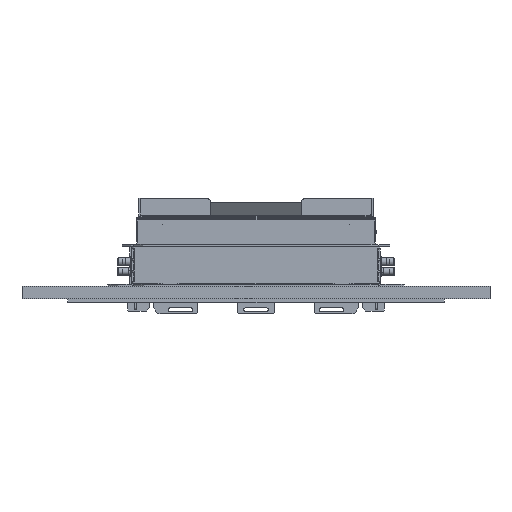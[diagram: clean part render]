
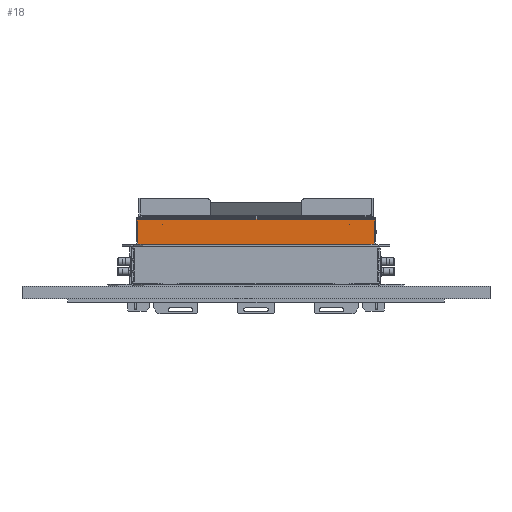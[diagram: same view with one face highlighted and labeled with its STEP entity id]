
A CAD part, left-side view. The second image highlights one B-rep face of the part: STEP entity #18.
In plain terms, the highlighted face is planar.
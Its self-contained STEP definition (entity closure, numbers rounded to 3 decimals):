
#18 = ADVANCED_FACE ( 'NONE', ( #70713 ), #7854, .T. ) ;
#482 = CARTESIAN_POINT ( 'NONE',  ( 121.25, -117.65, -34.5 ) ) ;
#599 = CARTESIAN_POINT ( 'NONE',  ( 121.25, 117.65, -34.5 ) ) ;
#683 = CARTESIAN_POINT ( 'NONE',  ( 121.25, -121.25, 0.48 ) ) ;
#3812 = VERTEX_POINT ( 'NONE', #10795 ) ;
#4569 = LINE ( 'NONE', #60583, #51916 ) ;
#4670 = VERTEX_POINT ( 'NONE', #36022 ) ;
#5813 = DIRECTION ( 'NONE',  ( 0., -1., 0. ) ) ;
#6085 = CARTESIAN_POINT ( 'NONE',  ( 121.25, -117.65, -30.9 ) ) ;
#7105 = VERTEX_POINT ( 'NONE', #30613 ) ;
#7727 = VECTOR ( 'NONE', #85472, 1000. ) ;
#7850 = LINE ( 'NONE', #482, #44402 ) ;
#7854 = PLANE ( 'NONE',  #46592 ) ;
#9698 = VERTEX_POINT ( 'NONE', #20279 ) ;
#10022 = EDGE_CURVE ( 'NONE', #12458, #69689, #88083, .T. ) ;
#10795 = CARTESIAN_POINT ( 'NONE',  ( 121.25, 117.65, -30.9 ) ) ;
#12458 = VERTEX_POINT ( 'NONE', #45246 ) ;
#12626 = CARTESIAN_POINT ( 'NONE',  ( 121.25, 121.25, 0.48 ) ) ;
#13304 = VECTOR ( 'NONE', #85915, 1000. ) ;
#15270 = EDGE_CURVE ( 'NONE', #25131, #33748, #40072, .T. ) ;
#16090 = VECTOR ( 'NONE', #24665, 1000. ) ;
#17550 = LINE ( 'NONE', #73498, #13304 ) ;
#20279 = CARTESIAN_POINT ( 'NONE',  ( 121.25, -120.05, -30.9 ) ) ;
#21828 = ORIENTED_EDGE ( 'NONE', *, *, #89143, .F. ) ;
#24060 = DIRECTION ( 'NONE',  ( 0., -1., 0. ) ) ;
#24665 = DIRECTION ( 'NONE',  ( 0., 0., 1. ) ) ;
#25131 = VERTEX_POINT ( 'NONE', #38873 ) ;
#25704 = CARTESIAN_POINT ( 'NONE',  ( 121.25, 121.25, -1.5 ) ) ;
#26108 = LINE ( 'NONE', #75629, #80359 ) ;
#27682 = ORIENTED_EDGE ( 'NONE', *, *, #43980, .F. ) ;
#28979 = DIRECTION ( 'NONE',  ( 0., 0., -1. ) ) ;
#30343 = CARTESIAN_POINT ( 'NONE',  ( 121.25, -121.25, -34.5 ) ) ;
#30613 = CARTESIAN_POINT ( 'NONE',  ( 121.25, -120.05, -1.5 ) ) ;
#32567 = VERTEX_POINT ( 'NONE', #6085 ) ;
#32624 = DIRECTION ( 'NONE',  ( 0., -1., 0. ) ) ;
#33748 = VERTEX_POINT ( 'NONE', #76861 ) ;
#34413 = VECTOR ( 'NONE', #32624, 1000. ) ;
#35879 = DIRECTION ( 'NONE',  ( 1., 0., 0. ) ) ;
#35987 = LINE ( 'NONE', #599, #7727 ) ;
#36022 = CARTESIAN_POINT ( 'NONE',  ( 121.25, -121.25, -1.5 ) ) ;
#38119 = LINE ( 'NONE', #66073, #49072 ) ;
#38706 = VECTOR ( 'NONE', #5813, 1000. ) ;
#38873 = CARTESIAN_POINT ( 'NONE',  ( 121.25, 120.05, -1.5 ) ) ;
#40072 = LINE ( 'NONE', #89141, #90197 ) ;
#42874 = ORIENTED_EDGE ( 'NONE', *, *, #87842, .F. ) ;
#43980 = EDGE_CURVE ( 'NONE', #9698, #7105, #53082, .T. ) ;
#44093 = ORIENTED_EDGE ( 'NONE', *, *, #76831, .F. ) ;
#44402 = VECTOR ( 'NONE', #28979, 1000. ) ;
#45246 = CARTESIAN_POINT ( 'NONE',  ( 121.25, 121.25, -1.5 ) ) ;
#45887 = DIRECTION ( 'NONE',  ( 0., 0., 1. ) ) ;
#46592 = AXIS2_PLACEMENT_3D ( 'NONE', #30343, #35879, #63838 ) ;
#48327 = DIRECTION ( 'NONE',  ( 0., 0., -1. ) ) ;
#49072 = VECTOR ( 'NONE', #75686, 1000. ) ;
#49265 = VERTEX_POINT ( 'NONE', #73915 ) ;
#49399 = CARTESIAN_POINT ( 'NONE',  ( 121.25, -117.65, -31.9 ) ) ;
#49990 = ORIENTED_EDGE ( 'NONE', *, *, #10022, .T. ) ;
#51017 = ORIENTED_EDGE ( 'NONE', *, *, #66118, .T. ) ;
#51916 = VECTOR ( 'NONE', #90830, 1000. ) ;
#52029 = ORIENTED_EDGE ( 'NONE', *, *, #67578, .F. ) ;
#53082 = LINE ( 'NONE', #87952, #16090 ) ;
#54226 = ORIENTED_EDGE ( 'NONE', *, *, #67513, .F. ) ;
#55459 = DIRECTION ( 'NONE',  ( 0., -1., 0. ) ) ;
#60115 = CARTESIAN_POINT ( 'NONE',  ( 121.25, 121.25, -34.5 ) ) ;
#60583 = CARTESIAN_POINT ( 'NONE',  ( 121.25, -121.25, -1.5 ) ) ;
#61320 = ORIENTED_EDGE ( 'NONE', *, *, #15270, .F. ) ;
#63838 = DIRECTION ( 'NONE',  ( 0., 0., -1. ) ) ;
#63999 = VECTOR ( 'NONE', #24060, 1000. ) ;
#66073 = CARTESIAN_POINT ( 'NONE',  ( 121.25, -121.25, -34.5 ) ) ;
#66118 = EDGE_CURVE ( 'NONE', #32567, #49265, #7850, .T. ) ;
#67513 = EDGE_CURVE ( 'NONE', #4670, #83845, #38119, .T. ) ;
#67578 = EDGE_CURVE ( 'NONE', #12458, #25131, #74790, .T. ) ;
#67647 = EDGE_CURVE ( 'NONE', #7105, #4670, #4569, .T. ) ;
#68521 = ORIENTED_EDGE ( 'NONE', *, *, #83383, .F. ) ;
#69689 = VERTEX_POINT ( 'NONE', #12626 ) ;
#70713 = FACE_OUTER_BOUND ( 'NONE', #84561, .T. ) ;
#73498 = CARTESIAN_POINT ( 'NONE',  ( 121.25, -121.25, 0.48 ) ) ;
#73915 = CARTESIAN_POINT ( 'NONE',  ( 121.25, -117.65, -31.9 ) ) ;
#74790 = LINE ( 'NONE', #25704, #34413 ) ;
#75629 = CARTESIAN_POINT ( 'NONE',  ( 121.25, -121.25, -30.9 ) ) ;
#75686 = DIRECTION ( 'NONE',  ( 0., 0., 1. ) ) ;
#76831 = EDGE_CURVE ( 'NONE', #32567, #9698, #80454, .T. ) ;
#76861 = CARTESIAN_POINT ( 'NONE',  ( 121.25, 120.05, -30.9 ) ) ;
#79216 = CARTESIAN_POINT ( 'NONE',  ( 121.25, 117.65, -31.9 ) ) ;
#80359 = VECTOR ( 'NONE', #55459, 1000. ) ;
#80454 = LINE ( 'NONE', #81364, #63999 ) ;
#81364 = CARTESIAN_POINT ( 'NONE',  ( 121.25, -121.25, -30.9 ) ) ;
#82595 = VERTEX_POINT ( 'NONE', #79216 ) ;
#83337 = LINE ( 'NONE', #49399, #38706 ) ;
#83383 = EDGE_CURVE ( 'NONE', #33748, #3812, #26108, .T. ) ;
#83845 = VERTEX_POINT ( 'NONE', #683 ) ;
#84561 = EDGE_LOOP ( 'NONE', ( #49990, #84571, #54226, #87603, #27682, #44093, #51017, #21828, #42874, #68521, #61320, #52029 ) ) ;
#84571 = ORIENTED_EDGE ( 'NONE', *, *, #85093, .T. ) ;
#84668 = VECTOR ( 'NONE', #45887, 1000. ) ;
#85093 = EDGE_CURVE ( 'NONE', #69689, #83845, #17550, .T. ) ;
#85472 = DIRECTION ( 'NONE',  ( 0., 0., -1. ) ) ;
#85915 = DIRECTION ( 'NONE',  ( 0., -1., 0. ) ) ;
#87603 = ORIENTED_EDGE ( 'NONE', *, *, #67647, .F. ) ;
#87842 = EDGE_CURVE ( 'NONE', #3812, #82595, #35987, .T. ) ;
#87952 = CARTESIAN_POINT ( 'NONE',  ( 121.25, -120.05, -30.9 ) ) ;
#88083 = LINE ( 'NONE', #60115, #84668 ) ;
#89141 = CARTESIAN_POINT ( 'NONE',  ( 121.25, 120.05, -30.9 ) ) ;
#89143 = EDGE_CURVE ( 'NONE', #82595, #49265, #83337, .T. ) ;
#90197 = VECTOR ( 'NONE', #48327, 1000. ) ;
#90830 = DIRECTION ( 'NONE',  ( 0., -1., 0. ) ) ;
